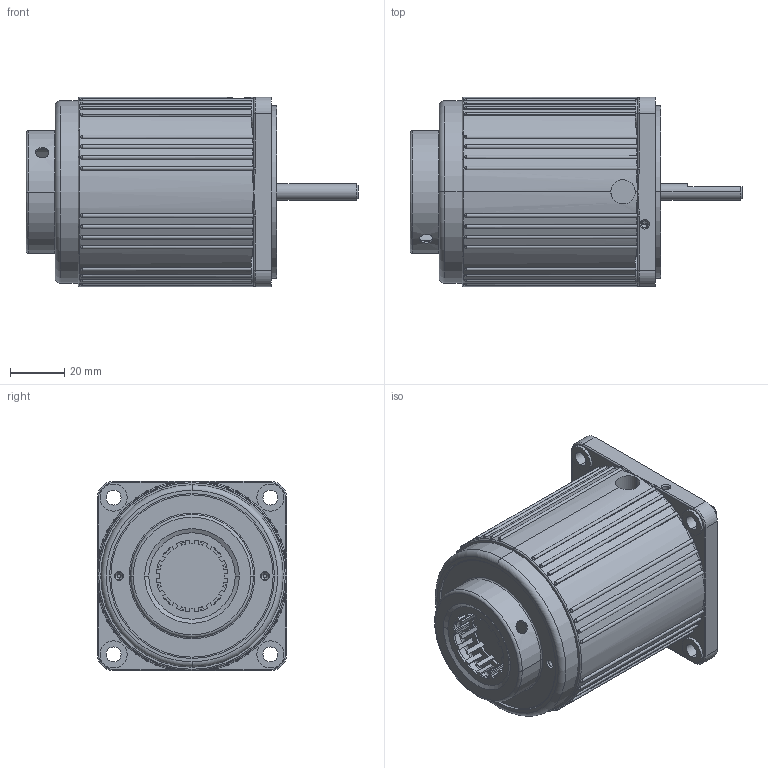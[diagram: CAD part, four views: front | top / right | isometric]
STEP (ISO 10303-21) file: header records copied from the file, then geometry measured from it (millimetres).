
FILE_DESCRIPTION (( 'STEP AP203' ), '1' );
FILE_NAME ('3IK15RA.STEP', '2020-01-08T02:08:31', ( 'Sky123.Org' ), ( 'Sky123.Org' ), 'SwSTEP 2.0', 'SolidWorks 2014', '' );
FILE_SCHEMA (( 'CONFIG_CONTROL_DESIGN' ));
Length unit declared in the file: millimetre
Products named in the file (5): 测速线圈总成; 测速线圈外壳; 测速线圈外壳2; 3IK15RA; 3IK15A
Assembly tree (4 placements, depth 3):
  3IK15RA
    3IK15A
    测速线圈总成
      测速线圈外壳
      测速线圈外壳2
Bounding box: 122.8 x 70 x 70 mm (x, y, z)
Volume: 320367.7 mm3; surface area: 43978.4 mm2
Topology: 3 solids, 3 shells, 508 faces, 1396 edges, 890 vertices
Faces by surface type: cylinder 196, plane 147, torus 120, bspline 32, cone 13
Entity records: 18294 total; most frequent: CARTESIAN_POINT 4838, DIRECTION 2819, ORIENTED_EDGE 2756, EDGE_CURVE 1378, AXIS2_PLACEMENT_3D 1163, VERTEX_POINT 890, CIRCLE 679, EDGE_LOOP 542
